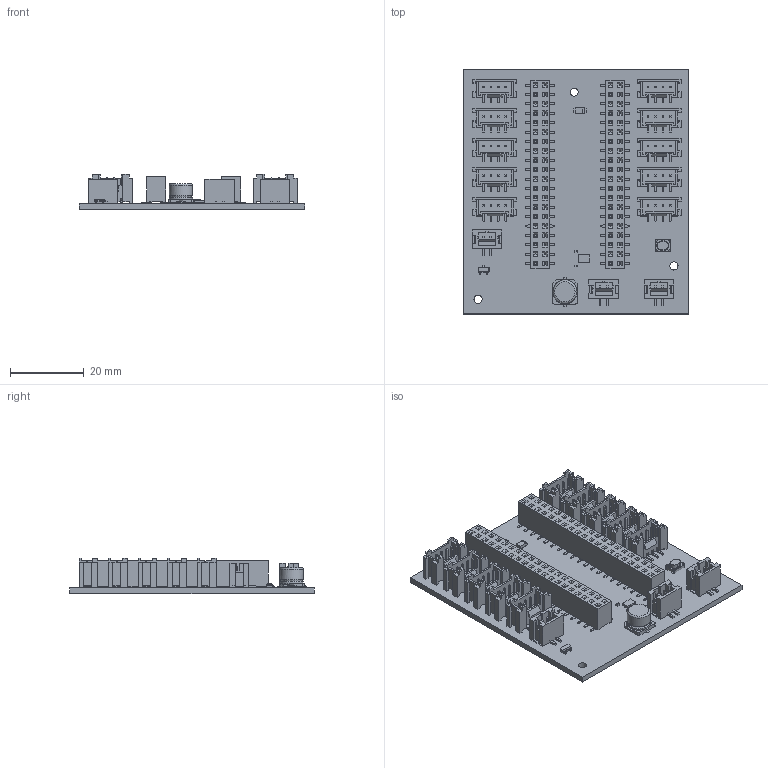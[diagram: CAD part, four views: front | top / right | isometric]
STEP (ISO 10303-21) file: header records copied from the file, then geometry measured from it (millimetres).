
FILE_DESCRIPTION(('KiCad electronic assembly'),'2;1');
FILE_NAME('racershield-v1-1.step','2024-09-18T20:07:15',('Pcbnew'),( 'Kicad'),'Open CASCADE STEP processor 7.7','KiCad to STEP converter' ,'Unknown');
FILE_SCHEMA(('AUTOMOTIVE_DESIGN { 1 0 10303 214 1 1 1 1 }'));
Length unit declared in the file: millimetre
Products named in the file (20): racershield-v1-1 1; Nexperia_CFP3_SOD-123W; CQ assembly; GROVE-HW4-SMD-2.0; Grove Connector (sit); PTS815_SJM_250_SMTR_LFS; PTS815 SJM 250 SMTR LFS; DSS0012A; DSS0012A_ASM; B2B-PH-SM4-TB; B2B-PH-SM4; PinSocket_2x20_P2.54mm_Vertical_SMD; PinSocket_2x20_P254mm_Vertical_SMD; C_0402_1005Metric; C_Elec_6.3x5.4; C_Elec_63x54; SOT-23; SOT_23; _autosave-fredo_PCB
Assembly tree (32 placements, depth 3):
  racershield-v1-1 1
    Nexperia_CFP3_SOD-123W
      CQ assembly
    GROVE-HW4-SMD-2.0  x10
      Grove Connector (sit)
    PTS815_SJM_250_SMTR_LFS
      PTS815 SJM 250 SMTR LFS
    DSS0012A
      DSS0012A_ASM
    B2B-PH-SM4-TB  x3
      B2B-PH-SM4
    PinSocket_2x20_P2.54mm_Vertical_SMD  x2
      PinSocket_2x20_P254mm_Vertical_SMD
    C_0402_1005Metric  x2
      C_0402_1005Metric
    C_Elec_6.3x5.4
      C_Elec_63x54
    SOT-23
      SOT_23
    _autosave-fredo_PCB
Bounding box: 61 x 66 x 9.55 mm (x, y, z)
Volume: 12418.1 mm3; surface area: 20380.9 mm2
Topology: 47 solids, 47 shells, 5673 faces, 14479 edges, 9224 vertices
Faces by surface type: plane 5099, cylinder 524, bspline 39, sphere 8, torus 2, revolution 1
Full cylindrical faces by diameter (mm): 0.02 x1, 1.2 x4, 2.2 x3, 6.3 x2
Entity records: 81898 total; most frequent: CARTESIAN_POINT 12311, ORIENTED_EDGE 11618, DIRECTION 10773, EDGE_CURVE 5809, LINE 5240, VECTOR 5240, VERTEX_POINT 3710, AXIS2_PLACEMENT_3D 2766
